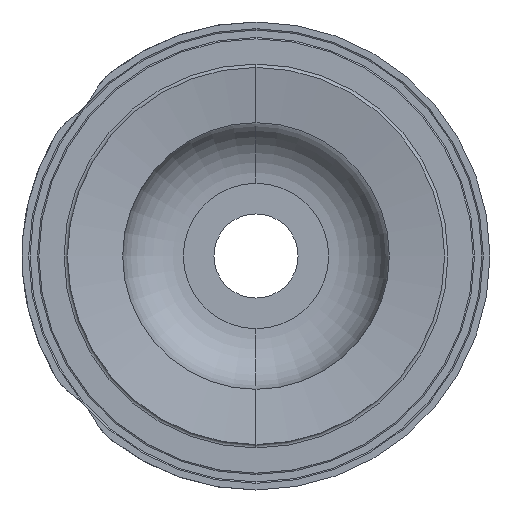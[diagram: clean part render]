
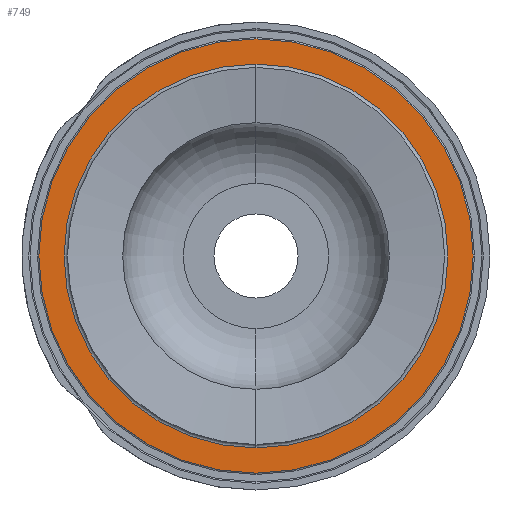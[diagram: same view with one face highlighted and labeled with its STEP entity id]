
A CAD part, front view. The second image highlights one B-rep face of the part: STEP entity #749.
In plain terms, the highlighted planar face has unit normal (0, -1, 0).
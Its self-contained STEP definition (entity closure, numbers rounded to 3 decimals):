
#12 = ORIENTED_EDGE ( 'NONE', *, *, #639, .T. ) ;
#112 = DIRECTION ( 'NONE',  ( 0., 1., 0. ) ) ;
#146 = AXIS2_PLACEMENT_3D ( 'NONE', #909, #112, #293 ) ;
#178 = EDGE_CURVE ( 'NONE', #1943, #1962, #1326, .T. ) ;
#229 = CARTESIAN_POINT ( 'NONE',  ( 0., 0., 28.5 ) ) ;
#278 = FACE_BOUND ( 'NONE', #1105, .T. ) ;
#293 = DIRECTION ( 'NONE',  ( 0., 0., -1. ) ) ;
#302 = FACE_OUTER_BOUND ( 'NONE', #839, .T. ) ;
#392 = CARTESIAN_POINT ( 'NONE',  ( 0., 0., 32.25 ) ) ;
#432 = DIRECTION ( 'NONE',  ( 0., 0., 1. ) ) ;
#470 = CARTESIAN_POINT ( 'NONE',  ( 0., 0., -28.5 ) ) ;
#616 = AXIS2_PLACEMENT_3D ( 'NONE', #732, #1554, #1353 ) ;
#639 = EDGE_CURVE ( 'NONE', #809, #1487, #1035, .T. ) ;
#650 = EDGE_CURVE ( 'NONE', #1487, #809, #1987, .T. ) ;
#724 = EDGE_CURVE ( 'NONE', #1962, #1943, #2033, .T. ) ;
#732 = CARTESIAN_POINT ( 'NONE',  ( 0., 0., 28. ) ) ;
#749 = ADVANCED_FACE ( 'NONE', ( #278, #302 ), #1988, .T. ) ;
#809 = VERTEX_POINT ( 'NONE', #470 ) ;
#839 = EDGE_LOOP ( 'NONE', ( #1194, #895 ) ) ;
#895 = ORIENTED_EDGE ( 'NONE', *, *, #178, .F. ) ;
#909 = CARTESIAN_POINT ( 'NONE',  ( 0., 0., 0. ) ) ;
#1035 = CIRCLE ( 'NONE', #146, 28.5 ) ;
#1105 = EDGE_LOOP ( 'NONE', ( #12, #1289 ) ) ;
#1194 = ORIENTED_EDGE ( 'NONE', *, *, #724, .F. ) ;
#1198 = DIRECTION ( 'NONE',  ( 0., 1., 0. ) ) ;
#1235 = DIRECTION ( 'NONE',  ( 0., 0., -1. ) ) ;
#1243 = AXIS2_PLACEMENT_3D ( 'NONE', #2015, #1198, #432 ) ;
#1289 = ORIENTED_EDGE ( 'NONE', *, *, #650, .T. ) ;
#1323 = DIRECTION ( 'NONE',  ( 0., 0., 1. ) ) ;
#1326 = CIRCLE ( 'NONE', #1924, 32.25 ) ;
#1353 = DIRECTION ( 'NONE',  ( 0., 0., -1. ) ) ;
#1487 = VERTEX_POINT ( 'NONE', #229 ) ;
#1498 = DIRECTION ( 'NONE',  ( 0., 1., 0. ) ) ;
#1554 = DIRECTION ( 'NONE',  ( 0., -1., 0. ) ) ;
#1670 = CARTESIAN_POINT ( 'NONE',  ( 0., 0., 0. ) ) ;
#1774 = AXIS2_PLACEMENT_3D ( 'NONE', #1997, #1823, #1235 ) ;
#1823 = DIRECTION ( 'NONE',  ( 0., 1., 0. ) ) ;
#1924 = AXIS2_PLACEMENT_3D ( 'NONE', #1670, #1498, #1323 ) ;
#1943 = VERTEX_POINT ( 'NONE', #1947 ) ;
#1947 = CARTESIAN_POINT ( 'NONE',  ( 0., 0., -32.25 ) ) ;
#1962 = VERTEX_POINT ( 'NONE', #392 ) ;
#1987 = CIRCLE ( 'NONE', #1774, 28.5 ) ;
#1988 = PLANE ( 'NONE',  #616 ) ;
#1997 = CARTESIAN_POINT ( 'NONE',  ( 0., 0., 0. ) ) ;
#2015 = CARTESIAN_POINT ( 'NONE',  ( 0., 0., 0. ) ) ;
#2033 = CIRCLE ( 'NONE', #1243, 32.25 ) ;
